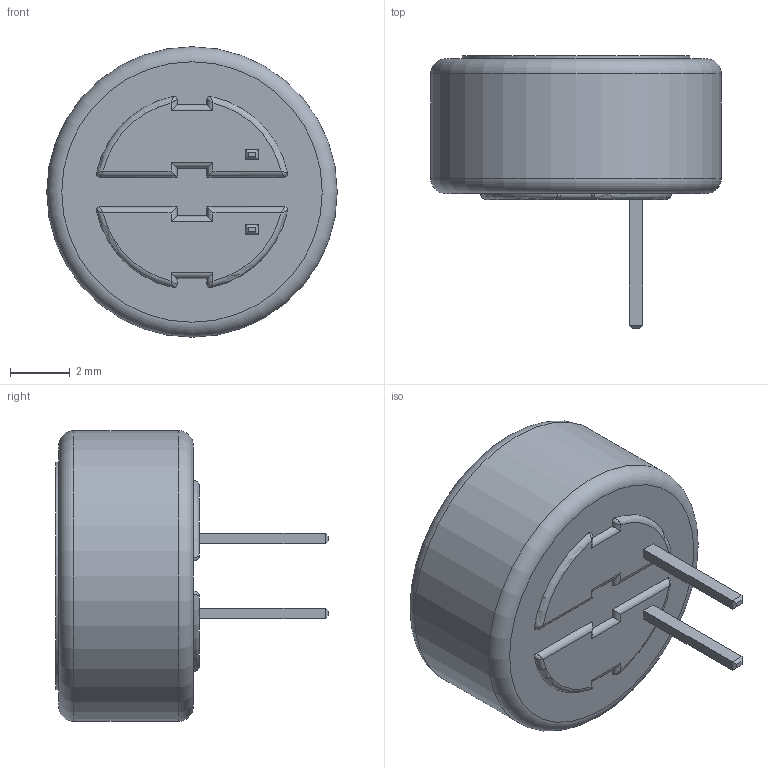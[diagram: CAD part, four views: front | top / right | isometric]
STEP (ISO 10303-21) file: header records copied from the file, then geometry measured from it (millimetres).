
FILE_DESCRIPTION(/* description */ (''),/* implementation_level */ '2;1');
FILE_NAME(/* name */ 'CMA-4544.step',/* time_stamp */ '2018-10-10T09:09:52+02:00',/* author */ ('Y.smilda'),/* organization */ (''),/* preprocessor_version */ 'ST-DEVELOPER v17.2',/* originating_system */ 'Autodesk Translation Framework v7.6.0.251',/* authorisation */ '');
FILE_SCHEMA (('AUTOMOTIVE_DESIGN { 1 0 10303 214 3 1 1 }'));
Length unit declared in the file: millimetre
Products named in the file (1): CMA-4544
Bounding box: 9.7 x 9.1 x 9.7 mm (x, y, z)
Volume: 340 mm3; surface area: 291.3 mm2
Topology: 1 solids, 1 shells, 55 faces, 138 edges, 82 vertices
Faces by surface type: plane 23, cylinder 18, bspline 8, torus 6
Full cylindrical faces by diameter (mm): 7.6 x1, 9.7 x1
Entity records: 2063 total; most frequent: CARTESIAN_POINT 756, ORIENTED_EDGE 260, DIRECTION 250, EDGE_CURVE 130, AXIS2_PLACEMENT_3D 88, VERTEX_POINT 82, LINE 74, VECTOR 74
